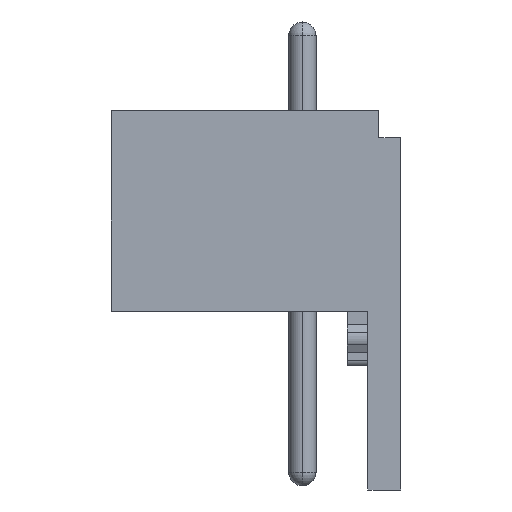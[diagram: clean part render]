
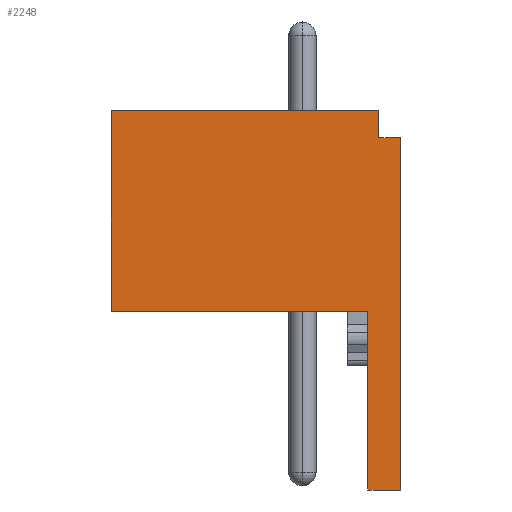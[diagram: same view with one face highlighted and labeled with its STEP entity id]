
A CAD part, front view. The second image highlights one B-rep face of the part: STEP entity #2248.
In plain terms, the highlighted planar face has unit normal (0, -1, 0).
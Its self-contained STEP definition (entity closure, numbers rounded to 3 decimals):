
#1=DIRECTION('',(1.,0.,0.));
#2=VECTOR('',#1,9.8);
#3=CARTESIAN_POINT('',(0.,0.,0.));
#4=LINE('',#3,#2);
#5=DIRECTION('',(0.,0.,-1.));
#6=VECTOR('',#5,1.);
#7=CARTESIAN_POINT('',(9.8,0.,0.));
#8=LINE('',#7,#6);
#9=DIRECTION('',(1.,0.,0.));
#10=VECTOR('',#9,0.8);
#11=CARTESIAN_POINT('',(9.8,0.,-1.));
#12=LINE('',#11,#10);
#13=DIRECTION('',(0.,0.,-1.));
#14=VECTOR('',#13,12.9);
#15=CARTESIAN_POINT('',(10.6,0.,-1.));
#16=LINE('',#15,#14);
#17=DIRECTION('',(-1.,0.,0.));
#18=VECTOR('',#17,1.2);
#19=CARTESIAN_POINT('',(10.6,0.,-13.9));
#20=LINE('',#19,#18);
#21=DIRECTION('',(0.,0.,1.));
#22=VECTOR('',#21,6.55);
#23=CARTESIAN_POINT('',(9.4,0.,-13.9));
#24=LINE('',#23,#22);
#25=DIRECTION('',(-1.,0.,0.));
#26=VECTOR('',#25,9.4);
#27=CARTESIAN_POINT('',(9.4,0.,-7.35));
#28=LINE('',#27,#26);
#29=DIRECTION('',(0.,0.,1.));
#30=VECTOR('',#29,7.35);
#31=CARTESIAN_POINT('',(0.,0.,-7.35));
#32=LINE('',#31,#30);
#1741=CARTESIAN_POINT('',(0.,0.,0.));
#1742=CARTESIAN_POINT('',(9.8,0.,0.));
#1743=VERTEX_POINT('',#1741);
#1744=VERTEX_POINT('',#1742);
#1745=CARTESIAN_POINT('',(9.8,0.,-1.));
#1746=VERTEX_POINT('',#1745);
#1747=CARTESIAN_POINT('',(10.6,0.,-1.));
#1748=VERTEX_POINT('',#1747);
#1749=CARTESIAN_POINT('',(10.6,0.,-13.9));
#1750=VERTEX_POINT('',#1749);
#1751=CARTESIAN_POINT('',(9.4,0.,-13.9));
#1752=VERTEX_POINT('',#1751);
#1753=CARTESIAN_POINT('',(9.4,0.,-7.35));
#1754=VERTEX_POINT('',#1753);
#1755=CARTESIAN_POINT('',(0.,0.,-7.35));
#1756=VERTEX_POINT('',#1755);
#2225=CARTESIAN_POINT('',(0.,0.,0.));
#2226=DIRECTION('',(0.,1.,0.));
#2227=DIRECTION('',(1.,0.,0.));
#2228=AXIS2_PLACEMENT_3D('',#2225,#2226,#2227);
#2229=PLANE('',#2228);
#2231=ORIENTED_EDGE('',*,*,#2230,.T.);
#2233=ORIENTED_EDGE('',*,*,#2232,.T.);
#2235=ORIENTED_EDGE('',*,*,#2234,.T.);
#2237=ORIENTED_EDGE('',*,*,#2236,.T.);
#2239=ORIENTED_EDGE('',*,*,#2238,.T.);
#2241=ORIENTED_EDGE('',*,*,#2240,.T.);
#2243=ORIENTED_EDGE('',*,*,#2242,.T.);
#2245=ORIENTED_EDGE('',*,*,#2244,.T.);
#2246=EDGE_LOOP('',(#2231,#2233,#2235,#2237,#2239,#2241,#2243,#2245));
#2247=FACE_OUTER_BOUND('',#2246,.F.);
#2248=ADVANCED_FACE('',(#2247),#2229,.F.);
#2230=EDGE_CURVE('',#1743,#1744,#4,.T.);
#2232=EDGE_CURVE('',#1744,#1746,#8,.T.);
#2234=EDGE_CURVE('',#1746,#1748,#12,.T.);
#2236=EDGE_CURVE('',#1748,#1750,#16,.T.);
#2238=EDGE_CURVE('',#1750,#1752,#20,.T.);
#2240=EDGE_CURVE('',#1752,#1754,#24,.T.);
#2242=EDGE_CURVE('',#1754,#1756,#28,.T.);
#2244=EDGE_CURVE('',#1756,#1743,#32,.T.);
